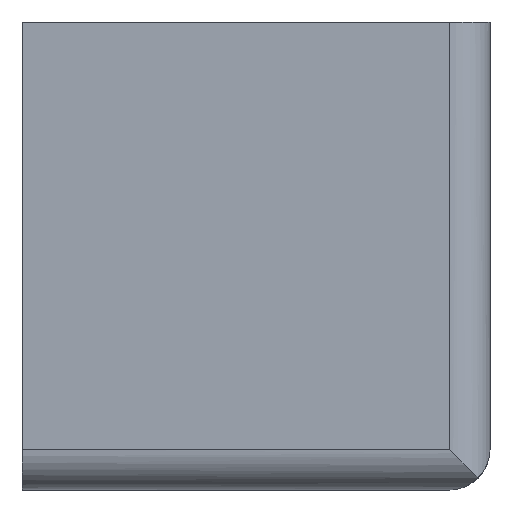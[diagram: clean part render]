
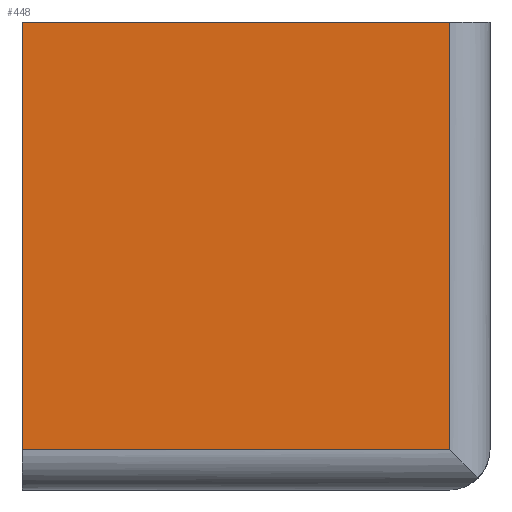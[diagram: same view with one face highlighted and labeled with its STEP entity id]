
A CAD part, left-side view. The second image highlights one B-rep face of the part: STEP entity #448.
In plain terms, the highlighted planar face has unit normal (-1, 0, 0).
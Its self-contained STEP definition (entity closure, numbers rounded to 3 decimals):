
#41=FACE_OUTER_BOUND('',#66,.T.);
#66=EDGE_LOOP('',(#299,#300,#301,#302));
#95=LINE('',#686,#142);
#96=LINE('',#688,#143);
#97=LINE('',#690,#144);
#98=LINE('',#691,#145);
#142=VECTOR('',#546,1000.);
#143=VECTOR('',#547,1000.);
#144=VECTOR('',#548,1000.);
#145=VECTOR('',#549,1000.);
#189=VERTEX_POINT('',#684);
#190=VERTEX_POINT('',#685);
#191=VERTEX_POINT('',#687);
#192=VERTEX_POINT('',#689);
#233=EDGE_CURVE('',#189,#190,#95,.T.);
#234=EDGE_CURVE('',#191,#190,#96,.T.);
#235=EDGE_CURVE('',#192,#191,#97,.T.);
#236=EDGE_CURVE('',#192,#189,#98,.T.);
#299=ORIENTED_EDGE('',*,*,#233,.T.);
#300=ORIENTED_EDGE('',*,*,#234,.F.);
#301=ORIENTED_EDGE('',*,*,#235,.F.);
#302=ORIENTED_EDGE('',*,*,#236,.T.);
#428=PLANE('',#493);
#448=ADVANCED_FACE('',(#41),#428,.F.);
#493=AXIS2_PLACEMENT_3D('',#683,#544,#545);
#544=DIRECTION('center_axis',(1.,0.,0.));
#545=DIRECTION('ref_axis',(0.,0.,-1.));
#546=DIRECTION('',(0.,-1.,0.));
#547=DIRECTION('',(0.,0.,-1.));
#548=DIRECTION('',(0.,-1.,0.));
#549=DIRECTION('',(0.,0.,-1.));
#683=CARTESIAN_POINT('Origin',(0.,40.,40.));
#684=CARTESIAN_POINT('',(0.,40.,3.5));
#685=CARTESIAN_POINT('',(0.,3.5,3.5));
#686=CARTESIAN_POINT('',(0.,40.,3.5));
#687=CARTESIAN_POINT('',(0.,3.5,40.));
#688=CARTESIAN_POINT('',(0.,3.5,40.));
#689=CARTESIAN_POINT('',(0.,40.,40.));
#690=CARTESIAN_POINT('',(0.,40.,40.));
#691=CARTESIAN_POINT('',(0.,40.,40.));
